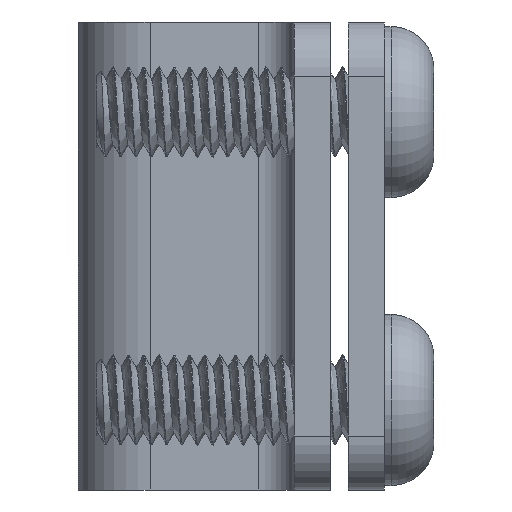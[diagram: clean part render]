
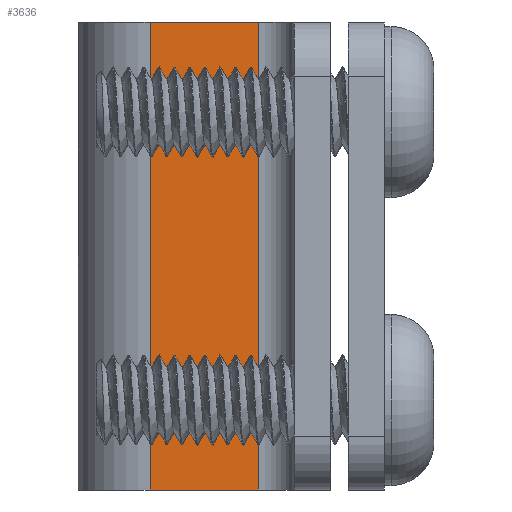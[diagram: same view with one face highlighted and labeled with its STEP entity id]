
A CAD part, front view. The second image highlights one B-rep face of the part: STEP entity #3636.
In plain terms, the highlighted planar face has unit normal (0, -1, 0).
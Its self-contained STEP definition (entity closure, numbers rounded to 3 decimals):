
#134=PLANE('',#3936);
#332=FACE_OUTER_BOUND('',#551,.T.);
#551=EDGE_LOOP('',(#3249,#3250,#3251,#3252));
#1048=LINE('',#15160,#1268);
#1063=LINE('',#15206,#1283);
#1075=LINE('',#15244,#1295);
#1078=LINE('',#15249,#1298);
#1268=VECTOR('',#4596,10.);
#1283=VECTOR('',#4637,10.);
#1295=VECTOR('',#4683,10.);
#1298=VECTOR('',#4690,10.);
#1640=VERTEX_POINT('',#15157);
#1641=VERTEX_POINT('',#15159);
#1658=VERTEX_POINT('',#15203);
#1659=VERTEX_POINT('',#15205);
#2163=EDGE_CURVE('',#1640,#1641,#1048,.T.);
#2187=EDGE_CURVE('',#1658,#1659,#1063,.T.);
#2205=EDGE_CURVE('',#1640,#1659,#1075,.T.);
#2208=EDGE_CURVE('',#1658,#1641,#1078,.T.);
#3249=ORIENTED_EDGE('',*,*,#2205,.T.);
#3250=ORIENTED_EDGE('',*,*,#2187,.F.);
#3251=ORIENTED_EDGE('',*,*,#2208,.T.);
#3252=ORIENTED_EDGE('',*,*,#2163,.F.);
#3636=ADVANCED_FACE('',(#332),#134,.F.);
#3936=AXIS2_PLACEMENT_3D('',#15248,#4688,#4689);
#4596=DIRECTION('',(1.,0.,0.));
#4637=DIRECTION('',(-1.,0.,0.));
#4683=DIRECTION('',(0.,0.,-1.));
#4688=DIRECTION('center_axis',(0.,1.,0.));
#4689=DIRECTION('ref_axis',(0.,0.,
-1.));
#4690=DIRECTION('',(0.,0.,1.));
#15157=CARTESIAN_POINT('',(4.,50.,0.));
#15159=CARTESIAN_POINT('',(10.,50.,0.));
#15160=CARTESIAN_POINT('',(0.,50.,0.));
#15203=CARTESIAN_POINT('',(10.,50.,-26.));
#15205=CARTESIAN_POINT('',(4.,50.,-26.));
#15206=CARTESIAN_POINT('',(14.,50.,-26.));
#15244=CARTESIAN_POINT('',(4.,50.,-19.5));
#15248=CARTESIAN_POINT('Origin',(7.,50.,-13.));
#15249=CARTESIAN_POINT('',(10.,50.,-6.5));
